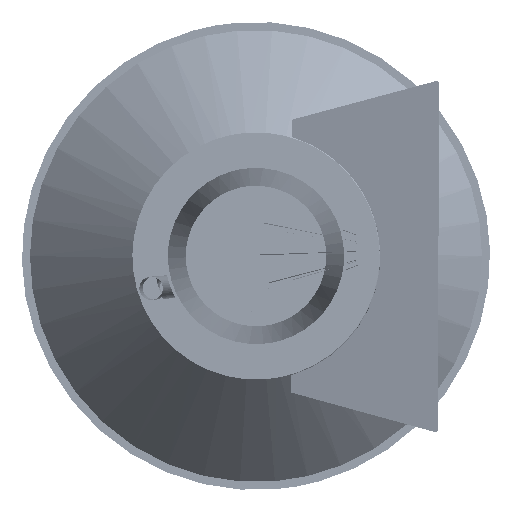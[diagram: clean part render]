
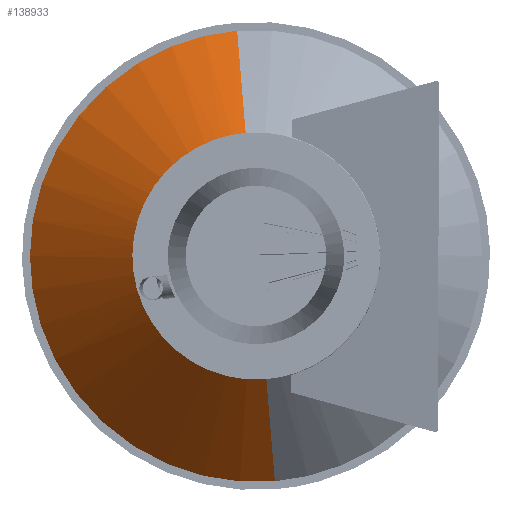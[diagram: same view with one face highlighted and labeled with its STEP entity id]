
A CAD part, left-side view. The second image highlights one B-rep face of the part: STEP entity #138933.
In plain terms, the highlighted free-form (B-spline) face has degree [2, 1] with [5, 2] control points.
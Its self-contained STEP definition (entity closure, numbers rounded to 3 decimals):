
#138933 = ADVANCED_FACE('',(#138934),#138970,.T.);
#138934 = FACE_BOUND('',#138935,.T.);
#138935 = EDGE_LOOP('',(#138936,#138948,#138955,#138965));
#138936 = ORIENTED_EDGE('',*,*,#138937,.T.);
#138937 = EDGE_CURVE('',#138938,#138940,#138942,.T.);
#138938 = VERTEX_POINT('',#138939);
#138939 = CARTESIAN_POINT('',(18187.833,4493.835,
    -3933.549));
#138940 = VERTEX_POINT('',#138941);
#138941 = CARTESIAN_POINT('',(18187.833,5116.791,
    3509.029));
#138942 = ( BOUNDED_CURVE() B_SPLINE_CURVE(2,(#138943,#138944,#138945,
#138946,#138947),.UNSPECIFIED.,.F.,.F.) B_SPLINE_CURVE_WITH_KNOTS((3,2,3
),(0.,1.571,3.142),.PIECEWISE_BEZIER_KNOTS.) CURVE() 
GEOMETRIC_REPRESENTATION_ITEM() RATIONAL_B_SPLINE_CURVE((1.,
0.707,1.,0.707,1.)) REPRESENTATION_ITEM('') );
#138943 = CARTESIAN_POINT('',(18187.833,4493.835,
    -3933.549));
#138944 = CARTESIAN_POINT('',(18187.833,8215.124,
    -4245.026));
#138945 = CARTESIAN_POINT('',(18187.833,8526.602,
    -523.738));
#138946 = CARTESIAN_POINT('',(18187.833,8838.079,
    3197.551));
#138947 = CARTESIAN_POINT('',(18187.833,5116.791,
    3509.029));
#138948 = ORIENTED_EDGE('',*,*,#138949,.T.);
#138949 = EDGE_CURVE('',#138940,#138950,#138952,.T.);
#138950 = VERTEX_POINT('',#138951);
#138951 = CARTESIAN_POINT('',(22197.822,5451.263,
    7505.044));
#138952 = B_SPLINE_CURVE_WITH_KNOTS('',1,(#138953,#138954),
  .UNSPECIFIED.,.F.,.F.,(2,2),(0.,5656.854),
  .PIECEWISE_BEZIER_KNOTS.);
#138953 = CARTESIAN_POINT('',(18187.833,5116.791,
    3509.029));
#138954 = CARTESIAN_POINT('',(22197.822,5451.263,
    7505.044));
#138955 = ORIENTED_EDGE('',*,*,#138956,.F.);
#138956 = EDGE_CURVE('',#138957,#138950,#138959,.T.);
#138957 = VERTEX_POINT('',#138958);
#138958 = CARTESIAN_POINT('',(22197.822,4159.362,
    -7929.564));
#138959 = ( BOUNDED_CURVE() B_SPLINE_CURVE(2,(#138960,#138961,#138962,
#138963,#138964),.UNSPECIFIED.,.F.,.F.) B_SPLINE_CURVE_WITH_KNOTS((3,2,3
),(0.,1.571,3.142),.PIECEWISE_BEZIER_KNOTS.) CURVE() 
GEOMETRIC_REPRESENTATION_ITEM() RATIONAL_B_SPLINE_CURVE((1.,
0.707,1.,0.707,1.)) REPRESENTATION_ITEM('') );
#138960 = CARTESIAN_POINT('',(22197.822,4159.362,
    -7929.564));
#138961 = CARTESIAN_POINT('',(22197.822,11876.666,
    -8575.514));
#138962 = CARTESIAN_POINT('',(22197.822,12522.617,
    -858.21));
#138963 = CARTESIAN_POINT('',(22197.822,13168.567,
    6859.093));
#138964 = CARTESIAN_POINT('',(22197.822,5451.263,
    7505.044));
#138965 = ORIENTED_EDGE('',*,*,#138966,.F.);
#138966 = EDGE_CURVE('',#138938,#138957,#138967,.T.);
#138967 = B_SPLINE_CURVE_WITH_KNOTS('',1,(#138968,#138969),
  .UNSPECIFIED.,.F.,.F.,(2,2),(0.,5656.854),
  .PIECEWISE_BEZIER_KNOTS.);
#138968 = CARTESIAN_POINT('',(18187.833,4493.835,
    -3933.549));
#138969 = CARTESIAN_POINT('',(22197.822,4159.362,
    -7929.564));
#138970 = ( BOUNDED_SURFACE() B_SPLINE_SURFACE(2,1,(
    (#138971,#138972)
    ,(#138973,#138974)
    ,(#138975,#138976)
    ,(#138977,#138978)
    ,(#138979,#138980
)),.UNSPECIFIED.,.F.,.F.,.F.) B_SPLINE_SURFACE_WITH_KNOTS((3,2,3),(2,2),
  (0.,1.571,3.142),(0.,5656.854),
.PIECEWISE_BEZIER_KNOTS.) GEOMETRIC_REPRESENTATION_ITEM() 
RATIONAL_B_SPLINE_SURFACE((
    (1.,1.)
    ,(0.707,0.707)
    ,(1.,1.)
    ,(0.707,0.707)
,(1.,1.))) REPRESENTATION_ITEM('') SURFACE() );
#138971 = CARTESIAN_POINT('',(18187.833,4493.835,
    -3933.549));
#138972 = CARTESIAN_POINT('',(22197.822,4159.362,
    -7929.564));
#138973 = CARTESIAN_POINT('',(18187.833,8215.124,
    -4245.026));
#138974 = CARTESIAN_POINT('',(22197.822,11876.666,
    -8575.514));
#138975 = CARTESIAN_POINT('',(18187.833,8526.602,
    -523.738));
#138976 = CARTESIAN_POINT('',(22197.822,12522.617,
    -858.21));
#138977 = CARTESIAN_POINT('',(18187.833,8838.079,
    3197.551));
#138978 = CARTESIAN_POINT('',(22197.822,13168.567,
    6859.093));
#138979 = CARTESIAN_POINT('',(18187.833,5116.791,
    3509.029));
#138980 = CARTESIAN_POINT('',(22197.822,5451.263,
    7505.044));
